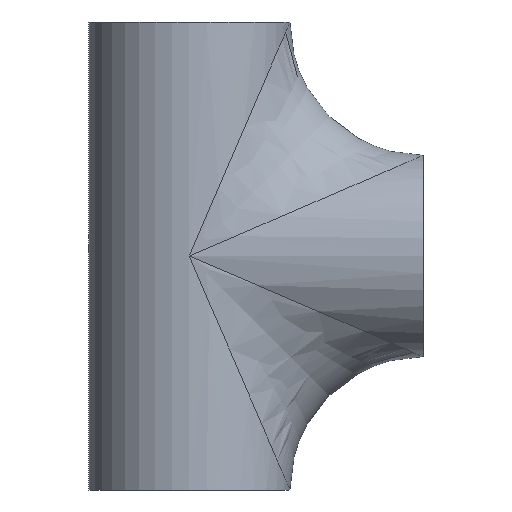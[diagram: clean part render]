
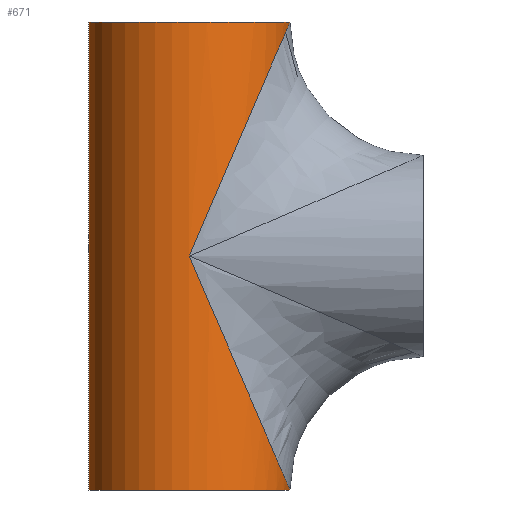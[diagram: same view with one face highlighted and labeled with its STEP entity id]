
A CAD part, front view. The second image highlights one B-rep face of the part: STEP entity #671.
In plain terms, the highlighted cylindrical face has radius 8.6 mm (diameter 17.2 mm), a partial arc.
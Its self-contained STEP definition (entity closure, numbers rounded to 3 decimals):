
#19 = CARTESIAN_POINT ( 'NONE',  ( 8.6, 0., -20. ) ) ;
#41 = VERTEX_POINT ( 'NONE', #1035 ) ;
#62 = CARTESIAN_POINT ( 'NONE',  ( 8.6, -5.038, -20. ) ) ;
#63 = VERTEX_POINT ( 'NONE', #317 ) ;
#82 = DIRECTION ( 'NONE',  ( 0., 0., 1. ) ) ;
#95 = CARTESIAN_POINT ( 'NONE',  ( 0., -8.6, 0. ) ) ;
#131 = EDGE_LOOP ( 'NONE', ( #383, #514, #953, #210, #381 ) ) ;
#140 = CARTESIAN_POINT ( 'NONE',  ( -8.6, 0., 20. ) ) ;
#187 = DIRECTION ( 'NONE',  ( 0., 0., -1. ) ) ;
#196 = CIRCLE ( 'NONE', #406, 8.6 ) ;
#210 = ORIENTED_EDGE ( 'NONE', *, *, #557, .T. ) ;
#219 = VERTEX_POINT ( 'NONE', #140 ) ;
#223 = VERTEX_POINT ( 'NONE', #459 ) ;
#260 = CARTESIAN_POINT ( 'NONE',  ( 8.6, 0., 20. ) ) ;
#286 = AXIS2_PLACEMENT_3D ( 'NONE', #904, #82, #496 ) ;
#317 = CARTESIAN_POINT ( 'NONE',  ( -8.6, 0., -20. ) ) ;
#346 = CARTESIAN_POINT ( 'NONE',  ( 0., 0., 20. ) ) ;
#381 = ORIENTED_EDGE ( 'NONE', *, *, #670, .T. ) ;
#383 = ORIENTED_EDGE ( 'NONE', *, *, #825, .F. ) ;
#406 = AXIS2_PLACEMENT_3D ( 'NONE', #346, #835, #675 ) ;
#408 = FACE_OUTER_BOUND ( 'NONE', #131, .T. ) ;
#450 = EDGE_CURVE ( 'NONE', #63, #761, #652, .T. ) ;
#459 = CARTESIAN_POINT ( 'NONE',  ( 0., -8.6, 0. ) ) ;
#495 = AXIS2_PLACEMENT_3D ( 'NONE', #824, #660, #915 ) ;
#496 = DIRECTION ( 'NONE',  ( 1., 0., 0. ) ) ;
#498 = CARTESIAN_POINT ( 'NONE',  ( 5.038, -8.6, 11.716 ) ) ;
#514 = ORIENTED_EDGE ( 'NONE', *, *, #782, .T. ) ;
#557 = EDGE_CURVE ( 'NONE', #761, #223, #980, .T. ) ;
#652 = CIRCLE ( 'NONE', #286, 8.6 ) ;
#656 = CARTESIAN_POINT ( 'NONE',  ( -8.6, 0., 20. ) ) ;
#660 = DIRECTION ( 'NONE',  ( 0., 0., -1. ) ) ;
#670 = EDGE_CURVE ( 'NONE', #223, #41, #909, .T. ) ;
#671 = ADVANCED_FACE ( 'NONE', ( #408 ), #740, .T. ) ;
#675 = DIRECTION ( 'NONE',  ( 1., 0., 0. ) ) ;
#718 = CARTESIAN_POINT ( 'NONE',  ( 5.038, -8.6, -11.716 ) ) ;
#740 = CYLINDRICAL_SURFACE ( 'NONE', #495, 8.6 ) ;
#754 = CARTESIAN_POINT ( 'NONE',  ( 8.6, -5.038, 20. ) ) ;
#761 = VERTEX_POINT ( 'NONE', #19 ) ;
#782 = EDGE_CURVE ( 'NONE', #219, #63, #814, .T. ) ;
#814 = LINE ( 'NONE', #656, #883 ) ;
#824 = CARTESIAN_POINT ( 'NONE',  ( 0., 0., 20. ) ) ;
#825 = EDGE_CURVE ( 'NONE', #219, #41, #196, .T. ) ;
#835 = DIRECTION ( 'NONE',  ( 0., 0., 1. ) ) ;
#848 = CARTESIAN_POINT ( 'NONE',  ( 0., -8.6, 0. ) ) ;
#883 = VECTOR ( 'NONE', #187, 1000. ) ;
#904 = CARTESIAN_POINT ( 'NONE',  ( 0., 0., -20. ) ) ;
#909 =( BOUNDED_CURVE ( )  B_SPLINE_CURVE ( 3, ( #95, #498, #754, #260 ),
 .UNSPECIFIED., .F., .F. ) 
 B_SPLINE_CURVE_WITH_KNOTS ( ( 4, 4 ),
 ( 1.571, 3.142 ),
 .UNSPECIFIED. ) 
 CURVE ( )  GEOMETRIC_REPRESENTATION_ITEM ( )  RATIONAL_B_SPLINE_CURVE ( ( 1., 0.805, 0.805, 1. ) ) 
 REPRESENTATION_ITEM ( '' )  );
#915 = DIRECTION ( 'NONE',  ( -1., 0., 0. ) ) ;
#946 = CARTESIAN_POINT ( 'NONE',  ( 8.6, 0., -20. ) ) ;
#953 = ORIENTED_EDGE ( 'NONE', *, *, #450, .T. ) ;
#980 =( BOUNDED_CURVE ( )  B_SPLINE_CURVE ( 3, ( #946, #62, #718, #848 ),
 .UNSPECIFIED., .F., .T. ) 
 B_SPLINE_CURVE_WITH_KNOTS ( ( 4, 4 ),
 ( 3.142, 4.712 ),
 .UNSPECIFIED. ) 
 CURVE ( )  GEOMETRIC_REPRESENTATION_ITEM ( )  RATIONAL_B_SPLINE_CURVE ( ( 1., 0.805, 0.805, 1. ) ) 
 REPRESENTATION_ITEM ( '' )  );
#1035 = CARTESIAN_POINT ( 'NONE',  ( 8.6, 0., 20. ) ) ;
